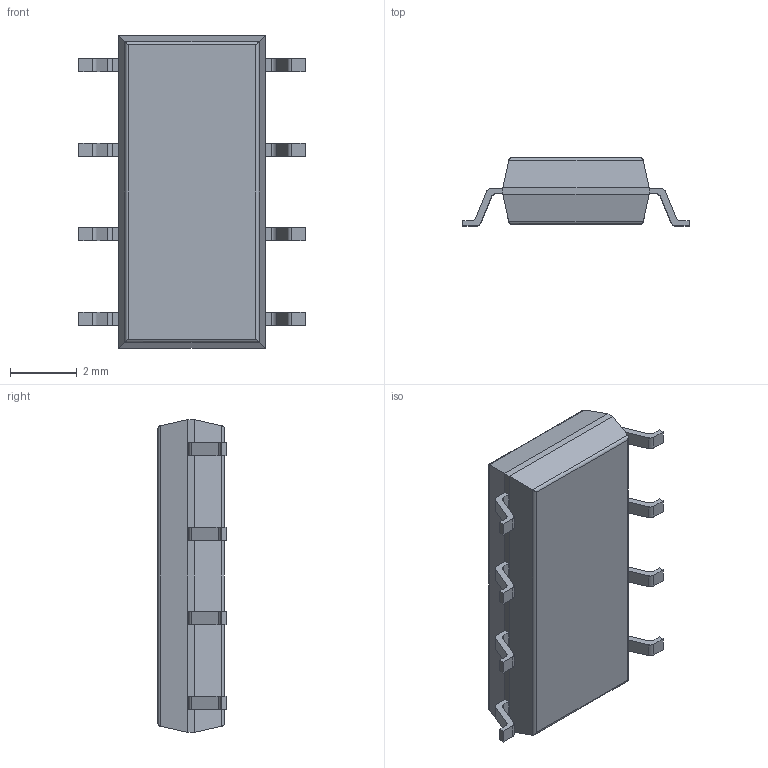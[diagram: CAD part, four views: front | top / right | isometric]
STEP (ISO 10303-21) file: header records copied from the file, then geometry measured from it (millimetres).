
FILE_DESCRIPTION (( 'STEP AP214' ), '1' );
FILE_NAME ('User Library-sop8-2_54.STEP', '2017-12-06T04:38:03', ( 'Windows User' ), ( '' ), 'SwSTEP 2.0', 'SolidWorks 2017', '' );
FILE_SCHEMA (( 'AUTOMOTIVE_DESIGN' ));
Length unit declared in the file: millimetre
Products named in the file (1): User Library-sop8-2_54
Bounding box: 6.8 x 2.05 x 9.4 mm (x, y, z)
Volume: 78.8 mm3; surface area: 142.8 mm2
Topology: 1 solids, 1 shells, 421 faces, 1172 edges, 776 vertices
Faces by surface type: plane 379, cylinder 42
Entity records: 14303 total; most frequent: CARTESIAN_POINT 2394, ORIENTED_EDGE 2344, DIRECTION 2076, EDGE_CURVE 1172, LINE 1096, VECTOR 1096, VERTEX_POINT 776, AXIS2_PLACEMENT_3D 490
